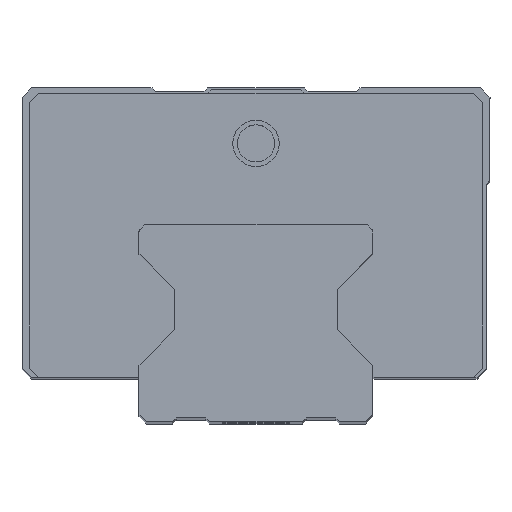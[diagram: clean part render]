
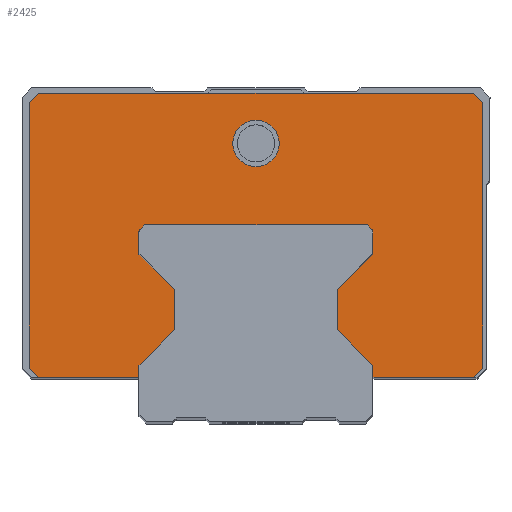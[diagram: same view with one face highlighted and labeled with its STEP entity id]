
A CAD part, top view. The second image highlights one B-rep face of the part: STEP entity #2425.
In plain terms, the highlighted planar face has unit normal (0, 0, 1).
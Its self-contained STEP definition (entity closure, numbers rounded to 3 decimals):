
#197=DIRECTION('',(0.,-1.,0.));
#198=VECTOR('',#197,71.5);
#199=CARTESIAN_POINT('',(-61.,-4.,147.5));
#200=LINE('',#199,#198);
#257=DIRECTION('',(-1.,0.,0.));
#258=VECTOR('',#257,117.);
#259=CARTESIAN_POINT('',(58.5,-1.5,147.5));
#260=LINE('',#259,#258);
#409=DIRECTION('',(0.707,-0.707,0.));
#410=VECTOR('',#409,3.536);
#411=CARTESIAN_POINT('',(58.5,-1.5,147.5));
#412=LINE('',#411,#410);
#413=DIRECTION('',(-0.707,-0.707,0.));
#414=VECTOR('',#413,3.536);
#415=CARTESIAN_POINT('',(61.,-75.5,147.5));
#416=LINE('',#415,#414);
#417=DIRECTION('',(-0.707,0.707,0.));
#418=VECTOR('',#417,13.435);
#419=CARTESIAN_POINT('',(31.5,-74.781,147.5));
#420=LINE('',#419,#418);
#421=DIRECTION('',(0.707,0.707,0.));
#422=VECTOR('',#421,13.435);
#423=CARTESIAN_POINT('',(22.,-54.319,147.5));
#424=LINE('',#423,#422);
#425=CARTESIAN_POINT('',(30.5,-38.914,147.5));
#426=DIRECTION('',(0.,0.,1.));
#427=DIRECTION('',(1.,0.,0.));
#428=AXIS2_PLACEMENT_3D('',#425,#426,#427);
#430=DIRECTION('',(-0.707,0.707,0.));
#431=VECTOR('',#430,1.707);
#432=CARTESIAN_POINT('',(31.207,-38.207,147.5));
#433=LINE('',#432,#431);
#434=DIRECTION('',(-0.707,-0.707,0.));
#435=VECTOR('',#434,1.707);
#436=CARTESIAN_POINT('',(-30.,-37.,147.5));
#437=LINE('',#436,#435);
#438=CARTESIAN_POINT('',(-30.5,-38.914,147.5));
#439=DIRECTION('',(0.,0.,1.));
#440=DIRECTION('',(-0.707,0.707,0.));
#441=AXIS2_PLACEMENT_3D('',#438,#439,#440);
#443=DIRECTION('',(0.707,-0.707,0.));
#444=VECTOR('',#443,13.435);
#445=CARTESIAN_POINT('',(-31.5,-44.819,147.5));
#446=LINE('',#445,#444);
#447=DIRECTION('',(-0.707,-0.707,0.));
#448=VECTOR('',#447,13.435);
#449=CARTESIAN_POINT('',(-22.,-65.281,147.5));
#450=LINE('',#449,#448);
#451=DIRECTION('',(-0.707,0.707,0.));
#452=VECTOR('',#451,3.536);
#453=CARTESIAN_POINT('',(-58.5,-78.,147.5));
#454=LINE('',#453,#452);
#455=DIRECTION('',(0.707,0.707,0.));
#456=VECTOR('',#455,3.536);
#457=CARTESIAN_POINT('',(-61.,-4.,147.5));
#458=LINE('',#457,#456);
#459=CARTESIAN_POINT('',(0.,-15.,147.5));
#460=DIRECTION('',(0.,0.,1.));
#461=DIRECTION('',(-1.,0.,0.));
#462=AXIS2_PLACEMENT_3D('',#459,#460,#461);
#464=CARTESIAN_POINT('',(0.,-15.,147.5));
#465=DIRECTION('',(0.,0.,1.));
#466=DIRECTION('',(1.,0.,0.));
#467=AXIS2_PLACEMENT_3D('',#464,#465,#466);
#481=DIRECTION('',(0.,1.,0.));
#482=VECTOR('',#481,71.5);
#483=CARTESIAN_POINT('',(61.,-75.5,147.5));
#484=LINE('',#483,#482);
#533=DIRECTION('',(1.,0.,0.));
#534=VECTOR('',#533,27.);
#535=CARTESIAN_POINT('',(31.5,-78.,147.5));
#536=LINE('',#535,#534);
#553=DIRECTION('',(0.,-1.,0.));
#554=VECTOR('',#553,3.219);
#555=CARTESIAN_POINT('',(31.5,-74.781,147.5));
#556=LINE('',#555,#554);
#569=DIRECTION('',(0.,-1.,0.));
#570=VECTOR('',#569,10.962);
#571=CARTESIAN_POINT('',(22.,-54.319,147.5));
#572=LINE('',#571,#570);
#585=DIRECTION('',(0.,-1.,0.));
#586=VECTOR('',#585,5.905);
#587=CARTESIAN_POINT('',(31.5,-38.914,147.5));
#588=LINE('',#587,#586);
#637=DIRECTION('',(1.,0.,0.));
#638=VECTOR('',#637,60.);
#639=CARTESIAN_POINT('',(-30.,-37.,147.5));
#640=LINE('',#639,#638);
#689=DIRECTION('',(0.,1.,0.));
#690=VECTOR('',#689,5.905);
#691=CARTESIAN_POINT('',(-31.5,-44.819,147.5));
#692=LINE('',#691,#690);
#705=DIRECTION('',(0.,1.,0.));
#706=VECTOR('',#705,10.962);
#707=CARTESIAN_POINT('',(-22.,-65.281,147.5));
#708=LINE('',#707,#706);
#721=DIRECTION('',(0.,1.,0.));
#722=VECTOR('',#721,3.219);
#723=CARTESIAN_POINT('',(-31.5,-78.,147.5));
#724=LINE('',#723,#722);
#745=DIRECTION('',(1.,0.,0.));
#746=VECTOR('',#745,27.);
#747=CARTESIAN_POINT('',(-58.5,-78.,147.5));
#748=LINE('',#747,#746);
#1553=CARTESIAN_POINT('',(-31.5,-78.,147.5));
#1554=VERTEX_POINT('',#1553);
#1559=CARTESIAN_POINT('',(-58.5,-78.,147.5));
#1560=VERTEX_POINT('',#1559);
#1561=CARTESIAN_POINT('',(-31.5,-74.781,147.5));
#1562=VERTEX_POINT('',#1561);
#1563=CARTESIAN_POINT('',(-22.,-65.281,147.5));
#1564=VERTEX_POINT('',#1563);
#1565=CARTESIAN_POINT('',(-22.,-54.319,147.5));
#1566=VERTEX_POINT('',#1565);
#1567=CARTESIAN_POINT('',(-31.5,-44.819,147.5));
#1568=VERTEX_POINT('',#1567);
#1573=CARTESIAN_POINT('',(-31.5,-38.914,147.5));
#1574=VERTEX_POINT('',#1573);
#1583=CARTESIAN_POINT('',(-31.207,-38.207,147.5));
#1584=VERTEX_POINT('',#1583);
#1589=CARTESIAN_POINT('',(-30.,-37.,147.5));
#1590=VERTEX_POINT('',#1589);
#1591=CARTESIAN_POINT('',(30.,-37.,147.5));
#1592=VERTEX_POINT('',#1591);
#1597=CARTESIAN_POINT('',(31.207,-38.207,147.5));
#1598=VERTEX_POINT('',#1597);
#1607=CARTESIAN_POINT('',(31.5,-38.914,147.5));
#1608=VERTEX_POINT('',#1607);
#1613=CARTESIAN_POINT('',(31.5,-44.819,147.5));
#1614=VERTEX_POINT('',#1613);
#1615=CARTESIAN_POINT('',(22.,-54.319,147.5));
#1616=VERTEX_POINT('',#1615);
#1617=CARTESIAN_POINT('',(22.,-65.281,147.5));
#1618=VERTEX_POINT('',#1617);
#1619=CARTESIAN_POINT('',(31.5,-74.781,147.5));
#1620=VERTEX_POINT('',#1619);
#1621=CARTESIAN_POINT('',(31.5,-78.,147.5));
#1622=VERTEX_POINT('',#1621);
#1623=CARTESIAN_POINT('',(58.5,-78.,147.5));
#1624=VERTEX_POINT('',#1623);
#1629=CARTESIAN_POINT('',(58.5,-1.5,147.5));
#1630=CARTESIAN_POINT('',(61.,-4.,147.5));
#1631=VERTEX_POINT('',#1629);
#1632=VERTEX_POINT('',#1630);
#1633=CARTESIAN_POINT('',(61.,-75.5,147.5));
#1634=VERTEX_POINT('',#1633);
#1635=CARTESIAN_POINT('',(-61.,-75.5,147.5));
#1636=VERTEX_POINT('',#1635);
#1637=CARTESIAN_POINT('',(-61.,-4.,147.5));
#1638=VERTEX_POINT('',#1637);
#1639=CARTESIAN_POINT('',(-58.5,-1.5,147.5));
#1640=VERTEX_POINT('',#1639);
#1641=CARTESIAN_POINT('',(-6.25,-15.,147.5));
#1642=CARTESIAN_POINT('',(6.25,-15.,147.5));
#1643=VERTEX_POINT('',#1641);
#1644=VERTEX_POINT('',#1642);
#2368=CARTESIAN_POINT('',(58.5,-1.5,147.5));
#2369=DIRECTION('',(0.,0.,1.));
#2370=DIRECTION('',(1.,0.,0.));
#2371=AXIS2_PLACEMENT_3D('',#2368,#2369,#2370);
#2372=PLANE('',#2371);
#2374=ORIENTED_EDGE('',*,*,#2373,.T.);
#2376=ORIENTED_EDGE('',*,*,#2375,.F.);
#2378=ORIENTED_EDGE('',*,*,#2377,.T.);
#2380=ORIENTED_EDGE('',*,*,#2379,.F.);
#2382=ORIENTED_EDGE('',*,*,#2381,.F.);
#2384=ORIENTED_EDGE('',*,*,#2383,.T.);
#2386=ORIENTED_EDGE('',*,*,#2385,.F.);
#2388=ORIENTED_EDGE('',*,*,#2387,.T.);
#2390=ORIENTED_EDGE('',*,*,#2389,.F.);
#2392=ORIENTED_EDGE('',*,*,#2391,.T.);
#2394=ORIENTED_EDGE('',*,*,#2393,.T.);
#2396=ORIENTED_EDGE('',*,*,#2395,.F.);
#2398=ORIENTED_EDGE('',*,*,#2397,.T.);
#2400=ORIENTED_EDGE('',*,*,#2399,.T.);
#2402=ORIENTED_EDGE('',*,*,#2401,.F.);
#2404=ORIENTED_EDGE('',*,*,#2403,.T.);
#2406=ORIENTED_EDGE('',*,*,#2405,.F.);
#2408=ORIENTED_EDGE('',*,*,#2407,.T.);
#2410=ORIENTED_EDGE('',*,*,#2409,.F.);
#2412=ORIENTED_EDGE('',*,*,#2411,.F.);
#2413=ORIENTED_EDGE('',*,*,#2360,.T.);
#2414=ORIENTED_EDGE('',*,*,#2077,.F.);
#2415=ORIENTED_EDGE('',*,*,#2118,.T.);
#2416=ORIENTED_EDGE('',*,*,#2144,.F.);
#2417=EDGE_LOOP('',(#2374,#2376,#2378,#2380,#2382,#2384,#2386,#2388,#2390,#2392,
#2394,#2396,#2398,#2400,#2402,#2404,#2406,#2408,#2410,#2412,#2413,#2414,#2415,
#2416));
#2418=FACE_OUTER_BOUND('',#2417,.F.);
#2420=ORIENTED_EDGE('',*,*,#2419,.T.);
#2422=ORIENTED_EDGE('',*,*,#2421,.T.);
#2423=EDGE_LOOP('',(#2420,#2422));
#2424=FACE_BOUND('',#2423,.F.);
#2425=ADVANCED_FACE('',(#2418,#2424),#2372,.T.);
#429=CIRCLE('',#428,1.);
#442=CIRCLE('',#441,1.);
#463=CIRCLE('',#462,6.25);
#468=CIRCLE('',#467,6.25);
#2077=EDGE_CURVE('',#1638,#1636,#200,.T.);
#2118=EDGE_CURVE('',#1638,#1640,#458,.T.);
#2144=EDGE_CURVE('',#1631,#1640,#260,.T.);
#2360=EDGE_CURVE('',#1560,#1636,#454,.T.);
#2373=EDGE_CURVE('',#1631,#1632,#412,.T.);
#2375=EDGE_CURVE('',#1634,#1632,#484,.T.);
#2377=EDGE_CURVE('',#1634,#1624,#416,.T.);
#2379=EDGE_CURVE('',#1622,#1624,#536,.T.);
#2381=EDGE_CURVE('',#1620,#1622,#556,.T.);
#2383=EDGE_CURVE('',#1620,#1618,#420,.T.);
#2385=EDGE_CURVE('',#1616,#1618,#572,.T.);
#2387=EDGE_CURVE('',#1616,#1614,#424,.T.);
#2389=EDGE_CURVE('',#1608,#1614,#588,.T.);
#2391=EDGE_CURVE('',#1608,#1598,#429,.T.);
#2393=EDGE_CURVE('',#1598,#1592,#433,.T.);
#2395=EDGE_CURVE('',#1590,#1592,#640,.T.);
#2397=EDGE_CURVE('',#1590,#1584,#437,.T.);
#2399=EDGE_CURVE('',#1584,#1574,#442,.T.);
#2401=EDGE_CURVE('',#1568,#1574,#692,.T.);
#2403=EDGE_CURVE('',#1568,#1566,#446,.T.);
#2405=EDGE_CURVE('',#1564,#1566,#708,.T.);
#2407=EDGE_CURVE('',#1564,#1562,#450,.T.);
#2409=EDGE_CURVE('',#1554,#1562,#724,.T.);
#2411=EDGE_CURVE('',#1560,#1554,#748,.T.);
#2419=EDGE_CURVE('',#1643,#1644,#463,.T.);
#2421=EDGE_CURVE('',#1644,#1643,#468,.T.);
